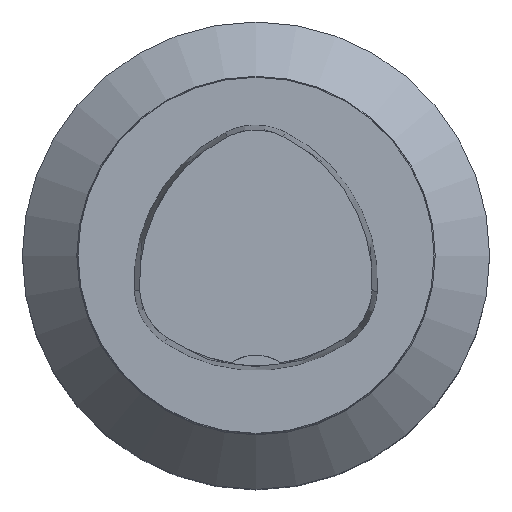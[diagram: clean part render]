
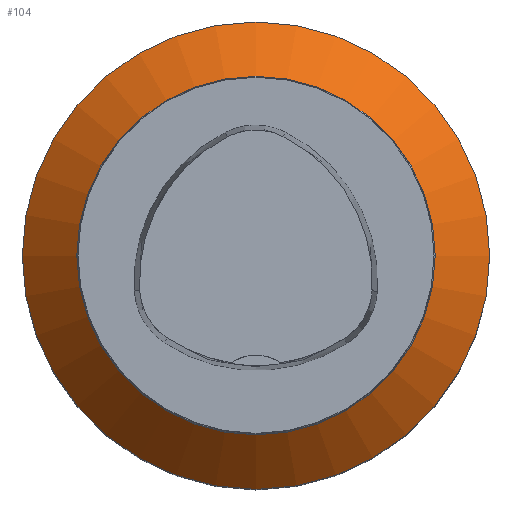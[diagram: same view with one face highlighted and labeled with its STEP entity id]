
A CAD part, top view. The second image highlights one B-rep face of the part: STEP entity #104.
In plain terms, the highlighted conical face has half-angle 45 degrees and reference radius 21 mm.
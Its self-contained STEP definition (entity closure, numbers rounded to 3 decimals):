
#57=CONICAL_SURFACE('',#512,21.,45.);
#104=ADVANCED_FACE('AR_BY_CN_IB_SU_4',(#142,#143),#57,.T.);
#130=CIRCLE('',#510,16.107);
#131=CIRCLE('',#511,21.);
#142=FACE_BOUND('',#179,.T.);
#143=FACE_BOUND('',#180,.T.);
#179=EDGE_LOOP('',(#295));
#180=EDGE_LOOP('',(#296));
#295=ORIENTED_EDGE('',*,*,#392,.T.);
#296=ORIENTED_EDGE('',*,*,#393,.T.);
#338=VERTEX_POINT('',#783);
#339=VERTEX_POINT('',#785);
#392=EDGE_CURVE('',#338,#338,#130,.T.);
#393=EDGE_CURVE('',#339,#339,#131,.T.);
#510=AXIS2_PLACEMENT_3D('',#782,#647,#648);
#511=AXIS2_PLACEMENT_3D('',#784,#649,#650);
#512=AXIS2_PLACEMENT_3D('',#786,#651,#652);
#647=DIRECTION('',(0.,0.,-1.));
#648=DIRECTION('',(-1.,0.,0.));
#649=DIRECTION('',(0.,0.,1.));
#650=DIRECTION('',(1.,0.,0.));
#651=DIRECTION('',(0.,0.,-1.));
#652=DIRECTION('',(-1.,0.,0.));
#782=CARTESIAN_POINT('',(0.,0.,-15.117));
#783=CARTESIAN_POINT('',(-16.107,0.,-15.117));
#784=CARTESIAN_POINT('',(0.,0.,-20.01));
#785=CARTESIAN_POINT('',(21.,0.,-20.01));
#786=CARTESIAN_POINT('',(0.,0.,-20.01));
